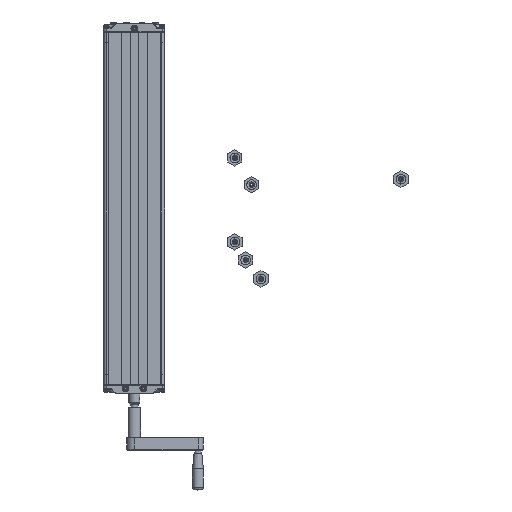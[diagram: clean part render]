
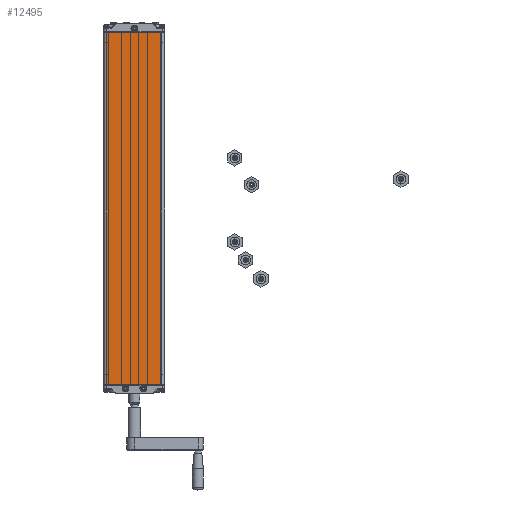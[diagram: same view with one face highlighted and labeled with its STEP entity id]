
A CAD part, top view. The second image highlights one B-rep face of the part: STEP entity #12495.
In plain terms, the highlighted planar face has unit normal (0, 0, 1).
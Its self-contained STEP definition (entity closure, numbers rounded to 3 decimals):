
#1928=FACE_OUTER_BOUND('',#2714,.T.);
#2714=EDGE_LOOP('',(#8408,#8409,#8410,#8411));
#3569=LINE('',#19821,#4438);
#3570=LINE('',#19823,#4439);
#3571=LINE('',#19825,#4440);
#3572=LINE('',#19826,#4441);
#4438=VECTOR('',#15464,691.5);
#4439=VECTOR('',#15465,108.);
#4440=VECTOR('',#15466,691.5);
#4441=VECTOR('',#15467,108.);
#5307=VERTEX_POINT('',#19819);
#5308=VERTEX_POINT('',#19820);
#5309=VERTEX_POINT('',#19822);
#5310=VERTEX_POINT('',#19824);
#6493=EDGE_CURVE('',#5307,#5308,#3569,.F.);
#6494=EDGE_CURVE('',#5308,#5309,#3570,.T.);
#6495=EDGE_CURVE('',#5309,#5310,#3571,.T.);
#6496=EDGE_CURVE('',#5310,#5307,#3572,.F.);
#8408=ORIENTED_EDGE('',*,*,#6493,.T.);
#8409=ORIENTED_EDGE('',*,*,#6494,.T.);
#8410=ORIENTED_EDGE('',*,*,#6495,.T.);
#8411=ORIENTED_EDGE('',*,*,#6496,.T.);
#12238=PLANE('',#13714);
#12495=ADVANCED_FACE('',(#1928),#12238,.T.);
#13714=AXIS2_PLACEMENT_3D('',#19818,#15462,#15463);
#15462=DIRECTION('center_axis',(0.,0.,1.));
#15463=DIRECTION('ref_axis',(1.,0.,0.));
#15464=DIRECTION('',(0.,-1.,0.));
#15465=DIRECTION('',(-1.,0.,0.));
#15466=DIRECTION('',(0.,-1.,0.));
#15467=DIRECTION('',(-1.,0.,0.));
#19818=CARTESIAN_POINT('Origin',(60.,692.5,30.));
#19819=CARTESIAN_POINT('',(54.,0.5,30.));
#19820=CARTESIAN_POINT('',(54.,692.,30.));
#19821=CARTESIAN_POINT('',(54.,692.,30.));
#19822=CARTESIAN_POINT('',(-54.,692.,30.));
#19823=CARTESIAN_POINT('',(54.,692.,30.));
#19824=CARTESIAN_POINT('',(-54.,0.5,30.));
#19825=CARTESIAN_POINT('',(-54.,692.,30.));
#19826=CARTESIAN_POINT('',(54.,0.5,30.));
